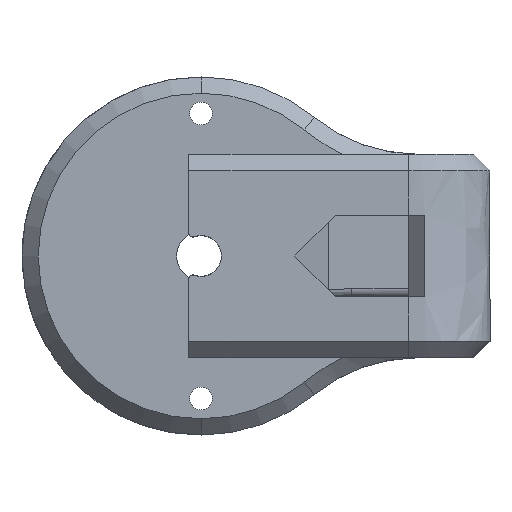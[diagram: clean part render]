
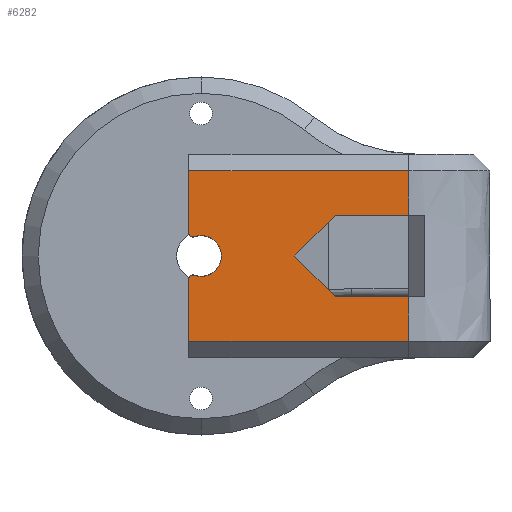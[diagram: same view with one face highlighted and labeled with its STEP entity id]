
A CAD part, front view. The second image highlights one B-rep face of the part: STEP entity #6282.
In plain terms, the highlighted planar face has unit normal (0, -1, 0).
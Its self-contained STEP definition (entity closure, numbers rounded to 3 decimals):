
#32 = ORIENTED_EDGE ( 'NONE', *, *, #245, .F. ) ;
#144 = LINE ( 'NONE', #6588, #6217 ) ;
#176 = PLANE ( 'NONE',  #6724 ) ;
#227 = VECTOR ( 'NONE', #3102, 1000. ) ;
#245 = EDGE_CURVE ( 'NONE', #5487, #1835, #6063, .T. ) ;
#411 = CARTESIAN_POINT ( 'NONE',  ( 5.66, -83., 5.722 ) ) ;
#481 = LINE ( 'NONE', #5758, #227 ) ;
#608 = EDGE_CURVE ( 'NONE', #6796, #5752, #4007, .T. ) ;
#736 = CARTESIAN_POINT ( 'NONE',  ( 25.5, -83., -5. ) ) ;
#743 = DIRECTION ( 'NONE',  ( 0., 0., -1. ) ) ;
#826 = EDGE_CURVE ( 'NONE', #5571, #1173, #2147, .T. ) ;
#883 = CARTESIAN_POINT ( 'NONE',  ( -1.5, -83., 12.5 ) ) ;
#885 = VERTEX_POINT ( 'NONE', #4827 ) ;
#928 = DIRECTION ( 'NONE',  ( 0., -1., 0. ) ) ;
#944 = ORIENTED_EDGE ( 'NONE', *, *, #4142, .T. ) ;
#971 = EDGE_CURVE ( 'NONE', #2132, #4339, #1163, .T. ) ;
#1006 = VERTEX_POINT ( 'NONE', #5632 ) ;
#1073 = DIRECTION ( 'NONE',  ( -0.711, 0., -0.703 ) ) ;
#1127 = CARTESIAN_POINT ( 'NONE',  ( 25.5, -83., 8.667 ) ) ;
#1129 = AXIS2_PLACEMENT_3D ( 'NONE', #1386, #1906, #6753 ) ;
#1138 = CARTESIAN_POINT ( 'NONE',  ( 25.5, -83., 5. ) ) ;
#1163 = CIRCLE ( 'NONE', #3513, 2.5 ) ;
#1173 = VERTEX_POINT ( 'NONE', #2275 ) ;
#1184 = VERTEX_POINT ( 'NONE', #4911 ) ;
#1237 = CARTESIAN_POINT ( 'NONE',  ( 25.5, -83., -10.5 ) ) ;
#1247 = DIRECTION ( 'NONE',  ( 0., -1., 0. ) ) ;
#1386 = CARTESIAN_POINT ( 'NONE',  ( 15., -83., 0. ) ) ;
#1473 = ORIENTED_EDGE ( 'NONE', *, *, #3678, .T. ) ;
#1538 = VECTOR ( 'NONE', #3538, 1000. ) ;
#1558 = CARTESIAN_POINT ( 'NONE',  ( 16.5, -83., 5. ) ) ;
#1600 = EDGE_CURVE ( 'NONE', #885, #2784, #481, .T. ) ;
#1621 = EDGE_CURVE ( 'NONE', #2993, #4498, #4705, .T. ) ;
#1835 = VERTEX_POINT ( 'NONE', #1869 ) ;
#1869 = CARTESIAN_POINT ( 'NONE',  ( 13.242, -83., -1.777 ) ) ;
#1906 = DIRECTION ( 'NONE',  ( 0., -1., 0. ) ) ;
#1942 = CARTESIAN_POINT ( 'NONE',  ( 5.732, -83., 5.732 ) ) ;
#2132 = VERTEX_POINT ( 'NONE', #3829 ) ;
#2147 = LINE ( 'NONE', #1138, #2970 ) ;
#2200 = DIRECTION ( 'NONE',  ( 0., 0., 1. ) ) ;
#2210 = ORIENTED_EDGE ( 'NONE', *, *, #5225, .T. ) ;
#2249 = CARTESIAN_POINT ( 'NONE',  ( 35.5, -83., 12.5 ) ) ;
#2261 = DIRECTION ( 'NONE',  ( 1., 0., 0. ) ) ;
#2272 = ORIENTED_EDGE ( 'NONE', *, *, #3327, .T. ) ;
#2275 = CARTESIAN_POINT ( 'NONE',  ( 25.5, -83., 5. ) ) ;
#2305 = DIRECTION ( 'NONE',  ( 0.707, 0., 0.707 ) ) ;
#2360 = DIRECTION ( 'NONE',  ( -1., 0., 0. ) ) ;
#2526 = CARTESIAN_POINT ( 'NONE',  ( 13.232, -83., -1.768 ) ) ;
#2549 = VECTOR ( 'NONE', #5098, 1000. ) ;
#2557 = EDGE_CURVE ( 'NONE', #5571, #2132, #6547, .T. ) ;
#2606 = ORIENTED_EDGE ( 'NONE', *, *, #4074, .F. ) ;
#2635 = ORIENTED_EDGE ( 'NONE', *, *, #1621, .T. ) ;
#2661 = ORIENTED_EDGE ( 'NONE', *, *, #3582, .T. ) ;
#2663 = CARTESIAN_POINT ( 'NONE',  ( 25.5, -83., -10.5 ) ) ;
#2688 = AXIS2_PLACEMENT_3D ( 'NONE', #5294, #5270, #3721 ) ;
#2697 = LINE ( 'NONE', #883, #6621 ) ;
#2784 = VERTEX_POINT ( 'NONE', #4518 ) ;
#2970 = VECTOR ( 'NONE', #2261, 1000. ) ;
#2993 = VERTEX_POINT ( 'NONE', #5889 ) ;
#3047 = EDGE_CURVE ( 'NONE', #3406, #6493, #3365, .T. ) ;
#3081 = CARTESIAN_POINT ( 'NONE',  ( 25.5, -83., -5. ) ) ;
#3102 = DIRECTION ( 'NONE',  ( -1., 0., 0. ) ) ;
#3269 = CARTESIAN_POINT ( 'NONE',  ( 25.5, -83., 10.5 ) ) ;
#3327 = EDGE_CURVE ( 'NONE', #5457, #2993, #5106, .T. ) ;
#3365 = CIRCLE ( 'NONE', #3395, 0.5 ) ;
#3395 = AXIS2_PLACEMENT_3D ( 'NONE', #5910, #1247, #5485 ) ;
#3406 = VERTEX_POINT ( 'NONE', #4288 ) ;
#3500 = ORIENTED_EDGE ( 'NONE', *, *, #4690, .T. ) ;
#3506 = DIRECTION ( 'NONE',  ( 0., 0., -1. ) ) ;
#3513 = AXIS2_PLACEMENT_3D ( 'NONE', #4555, #928, #3506 ) ;
#3538 = DIRECTION ( 'NONE',  ( 0.711, 0., -0.703 ) ) ;
#3582 = EDGE_CURVE ( 'NONE', #1173, #885, #4191, .T. ) ;
#3615 = LINE ( 'NONE', #411, #1538 ) ;
#3678 = EDGE_CURVE ( 'NONE', #4498, #6796, #4199, .T. ) ;
#3698 = DIRECTION ( 'NONE',  ( 0., 0., 1. ) ) ;
#3714 = ORIENTED_EDGE ( 'NONE', *, *, #608, .T. ) ;
#3721 = DIRECTION ( 'NONE',  ( 0., 0., 1. ) ) ;
#3725 = LINE ( 'NONE', #736, #6225 ) ;
#3744 = DIRECTION ( 'NONE',  ( 0., 1., 0. ) ) ;
#3780 = VECTOR ( 'NONE', #5476, 1000. ) ;
#3829 = CARTESIAN_POINT ( 'NONE',  ( 13.242, -83., 1.777 ) ) ;
#4006 = ORIENTED_EDGE ( 'NONE', *, *, #3047, .T. ) ;
#4007 = B_SPLINE_CURVE_WITH_KNOTS ( 'NONE', 3,
 ( #4704, #5813, #4200, #3081 ),
 .UNSPECIFIED., .F., .F.,
 ( 4, 4 ),
 ( 0.267, 1. ),
 .UNSPECIFIED. ) ;
#4074 = EDGE_CURVE ( 'NONE', #1835, #1184, #3615, .T. ) ;
#4142 = EDGE_CURVE ( 'NONE', #2784, #3406, #2697, .T. ) ;
#4191 = B_SPLINE_CURVE_WITH_KNOTS ( 'NONE', 3,
 ( #4816, #4840, #1127, #3269 ),
 .UNSPECIFIED., .F., .F.,
 ( 4, 4 ),
 ( 0., 0.733 ),
 .UNSPECIFIED. ) ;
#4199 = LINE ( 'NONE', #1237, #3780 ) ;
#4200 = CARTESIAN_POINT ( 'NONE',  ( 25.5, -83., -6.833 ) ) ;
#4259 = CARTESIAN_POINT ( 'NONE',  ( -1.5, -83., 12.5 ) ) ;
#4276 = EDGE_CURVE ( 'NONE', #1006, #4339, #144, .T. ) ;
#4288 = CARTESIAN_POINT ( 'NONE',  ( -1.5, -83., 2.828 ) ) ;
#4339 = VERTEX_POINT ( 'NONE', #4359 ) ;
#4347 = DIRECTION ( 'NONE',  ( 0., 1., 0. ) ) ;
#4359 = CARTESIAN_POINT ( 'NONE',  ( 13.232, -83., 1.768 ) ) ;
#4412 = CARTESIAN_POINT ( 'NONE',  ( 25.5, -83., -5. ) ) ;
#4432 = ORIENTED_EDGE ( 'NONE', *, *, #2557, .F. ) ;
#4498 = VERTEX_POINT ( 'NONE', #4699 ) ;
#4513 = AXIS2_PLACEMENT_3D ( 'NONE', #6335, #3744, #3698 ) ;
#4518 = CARTESIAN_POINT ( 'NONE',  ( -1.5, -83., 10.5 ) ) ;
#4541 = VECTOR ( 'NONE', #743, 1000. ) ;
#4555 = CARTESIAN_POINT ( 'NONE',  ( 15., -83., 0. ) ) ;
#4571 = ORIENTED_EDGE ( 'NONE', *, *, #6376, .T. ) ;
#4675 = CARTESIAN_POINT ( 'NONE',  ( -0.833, -83., -2.357 ) ) ;
#4690 = EDGE_CURVE ( 'NONE', #5752, #1184, #3725, .T. ) ;
#4699 = CARTESIAN_POINT ( 'NONE',  ( -1.5, -83., -10.5 ) ) ;
#4704 = CARTESIAN_POINT ( 'NONE',  ( 25.5, -83., -10.5 ) ) ;
#4705 = LINE ( 'NONE', #4259, #4541 ) ;
#4816 = CARTESIAN_POINT ( 'NONE',  ( 25.5, -83., 5. ) ) ;
#4827 = CARTESIAN_POINT ( 'NONE',  ( 25.5, -83., 10.5 ) ) ;
#4840 = CARTESIAN_POINT ( 'NONE',  ( 25.5, -83., 6.833 ) ) ;
#4911 = CARTESIAN_POINT ( 'NONE',  ( 16.5, -83., -5. ) ) ;
#5049 = CIRCLE ( 'NONE', #4513, 2.5 ) ;
#5098 = DIRECTION ( 'NONE',  ( -0.707, 0., 0.707 ) ) ;
#5105 = ORIENTED_EDGE ( 'NONE', *, *, #1600, .T. ) ;
#5106 = CIRCLE ( 'NONE', #2688, 0.5 ) ;
#5182 = DIRECTION ( 'NONE',  ( 0., 0., -1. ) ) ;
#5225 = EDGE_CURVE ( 'NONE', #6493, #5457, #5049, .T. ) ;
#5270 = DIRECTION ( 'NONE',  ( 0., -1., 0. ) ) ;
#5290 = VECTOR ( 'NONE', #1073, 1000. ) ;
#5294 = CARTESIAN_POINT ( 'NONE',  ( -1., -83., -2.828 ) ) ;
#5322 = CARTESIAN_POINT ( 'NONE',  ( 5.66, -83., -5.722 ) ) ;
#5457 = VERTEX_POINT ( 'NONE', #4675 ) ;
#5476 = DIRECTION ( 'NONE',  ( 1., 0., 0. ) ) ;
#5485 = DIRECTION ( 'NONE',  ( 0., 0., 1. ) ) ;
#5487 = VERTEX_POINT ( 'NONE', #2526 ) ;
#5571 = VERTEX_POINT ( 'NONE', #1558 ) ;
#5632 = CARTESIAN_POINT ( 'NONE',  ( 11.464, -83., 0. ) ) ;
#5695 = ORIENTED_EDGE ( 'NONE', *, *, #826, .T. ) ;
#5707 = FACE_OUTER_BOUND ( 'NONE', #6692, .T. ) ;
#5746 = ORIENTED_EDGE ( 'NONE', *, *, #971, .F. ) ;
#5752 = VERTEX_POINT ( 'NONE', #4412 ) ;
#5758 = CARTESIAN_POINT ( 'NONE',  ( 35.5, -83., 10.5 ) ) ;
#5813 = CARTESIAN_POINT ( 'NONE',  ( 25.5, -83., -8.667 ) ) ;
#5865 = ORIENTED_EDGE ( 'NONE', *, *, #4276, .T. ) ;
#5889 = CARTESIAN_POINT ( 'NONE',  ( -1.5, -83., -2.828 ) ) ;
#5910 = CARTESIAN_POINT ( 'NONE',  ( -1., -83., 2.828 ) ) ;
#6063 = CIRCLE ( 'NONE', #1129, 2.5 ) ;
#6217 = VECTOR ( 'NONE', #2305, 1000. ) ;
#6225 = VECTOR ( 'NONE', #2360, 1000. ) ;
#6282 = ADVANCED_FACE ( 'NONE', ( #5707 ), #176, .F. ) ;
#6335 = CARTESIAN_POINT ( 'NONE',  ( 0., -83., 0. ) ) ;
#6376 = EDGE_CURVE ( 'NONE', #5487, #1006, #6720, .T. ) ;
#6493 = VERTEX_POINT ( 'NONE', #6504 ) ;
#6504 = CARTESIAN_POINT ( 'NONE',  ( -0.833, -83., 2.357 ) ) ;
#6547 = LINE ( 'NONE', #5322, #5290 ) ;
#6588 = CARTESIAN_POINT ( 'NONE',  ( 5.732, -83., -5.732 ) ) ;
#6621 = VECTOR ( 'NONE', #5182, 1000. ) ;
#6692 = EDGE_LOOP ( 'NONE', ( #2635, #1473, #3714, #3500, #2606, #32, #4571, #5865, #5746, #4432, #5695, #2661, #5105, #944, #4006, #2210, #2272 ) ) ;
#6720 = LINE ( 'NONE', #1942, #2549 ) ;
#6724 = AXIS2_PLACEMENT_3D ( 'NONE', #2249, #4347, #2200 ) ;
#6753 = DIRECTION ( 'NONE',  ( 0., 0., -1. ) ) ;
#6796 = VERTEX_POINT ( 'NONE', #2663 ) ;
